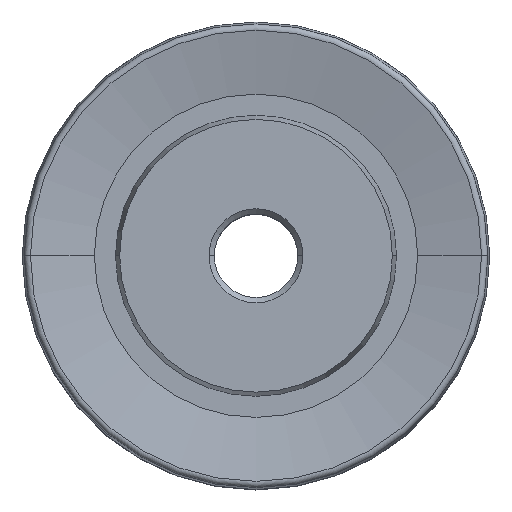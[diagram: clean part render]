
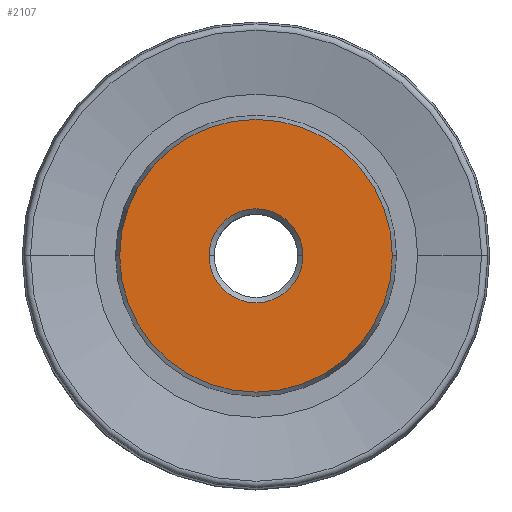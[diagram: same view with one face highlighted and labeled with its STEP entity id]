
A CAD part, top view. The second image highlights one B-rep face of the part: STEP entity #2107.
In plain terms, the highlighted planar face has unit normal (0, 0, 1).
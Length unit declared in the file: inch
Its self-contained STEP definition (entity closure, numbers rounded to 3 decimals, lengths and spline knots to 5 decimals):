
#122 = CARTESIAN_POINT ( 'NONE',  ( 0., 0., 0.2855 ) ) ;
#216 = CARTESIAN_POINT ( 'NONE',  ( 0., 0., 0.2855 ) ) ;
#226 = DIRECTION ( 'NONE',  ( 1., 0., 0. ) ) ;
#442 = DIRECTION ( 'NONE',  ( 1., 0., 0. ) ) ;
#515 = CARTESIAN_POINT ( 'NONE',  ( 0.08874, 0., 0.2855 ) ) ;
#518 = DIRECTION ( 'NONE',  ( 1., 0., 0. ) ) ;
#521 = CARTESIAN_POINT ( 'NONE',  ( -0.08874, 0., 0.2855 ) ) ;
#543 = DIRECTION ( 'NONE',  ( 0., 0., -1. ) ) ;
#735 = EDGE_CURVE ( 'NONE', #2066, #1500, #1787, .T. ) ;
#805 = ORIENTED_EDGE ( 'NONE', *, *, #735, .T. ) ;
#845 = ORIENTED_EDGE ( 'NONE', *, *, #1044, .T. ) ;
#1008 = AXIS2_PLACEMENT_3D ( 'NONE', #3954, #2065, #226 ) ;
#1044 = EDGE_CURVE ( 'NONE', #1500, #2066, #4031, .T. ) ;
#1092 = AXIS2_PLACEMENT_3D ( 'NONE', #122, #2290, #442 ) ;
#1117 = CIRCLE ( 'NONE', #1008, 0.2575 ) ;
#1208 = FACE_BOUND ( 'NONE', #2001, .T. ) ;
#1289 = PLANE ( 'NONE',  #2423 ) ;
#1439 = CARTESIAN_POINT ( 'NONE',  ( -0.2575, 0., 0.2855 ) ) ;
#1500 = VERTEX_POINT ( 'NONE', #515 ) ;
#1549 = VERTEX_POINT ( 'NONE', #1439 ) ;
#1574 = EDGE_CURVE ( 'NONE', #2675, #1549, #1117, .T. ) ;
#1613 = DIRECTION ( 'NONE',  ( 1., 0., 0. ) ) ;
#1729 = AXIS2_PLACEMENT_3D ( 'NONE', #2394, #543, #2694 ) ;
#1787 = CIRCLE ( 'NONE', #1729, 0.08874 ) ;
#1868 = ORIENTED_EDGE ( 'NONE', *, *, #2188, .T. ) ;
#1952 = CARTESIAN_POINT ( 'NONE',  ( 0.2575, 0., 0.2855 ) ) ;
#2001 = EDGE_LOOP ( 'NONE', ( #845, #805 ) ) ;
#2009 = EDGE_LOOP ( 'NONE', ( #1868, #2029 ) ) ;
#2029 = ORIENTED_EDGE ( 'NONE', *, *, #1574, .T. ) ;
#2065 = DIRECTION ( 'NONE',  ( 0., 0., 1. ) ) ;
#2066 = VERTEX_POINT ( 'NONE', #521 ) ;
#2107 = ADVANCED_FACE ( 'NONE', ( #2121, #1208 ), #1289, .T. ) ;
#2121 = FACE_OUTER_BOUND ( 'NONE', #2009, .T. ) ;
#2188 = EDGE_CURVE ( 'NONE', #1549, #2675, #3146, .T. ) ;
#2290 = DIRECTION ( 'NONE',  ( 0., 0., 1. ) ) ;
#2381 = DIRECTION ( 'NONE',  ( 0., 0., -1. ) ) ;
#2394 = CARTESIAN_POINT ( 'NONE',  ( 0., 0., 0.2855 ) ) ;
#2423 = AXIS2_PLACEMENT_3D ( 'NONE', #2524, #3453, #1613 ) ;
#2524 = CARTESIAN_POINT ( 'NONE',  ( 0., 0., 0.2855 ) ) ;
#2675 = VERTEX_POINT ( 'NONE', #1952 ) ;
#2694 = DIRECTION ( 'NONE',  ( 1., 0., 0. ) ) ;
#3146 = CIRCLE ( 'NONE', #1092, 0.2575 ) ;
#3453 = DIRECTION ( 'NONE',  ( 0., 0., 1. ) ) ;
#3735 = AXIS2_PLACEMENT_3D ( 'NONE', #216, #2381, #518 ) ;
#3954 = CARTESIAN_POINT ( 'NONE',  ( 0., 0., 0.2855 ) ) ;
#4031 = CIRCLE ( 'NONE', #3735, 0.08874 ) ;
